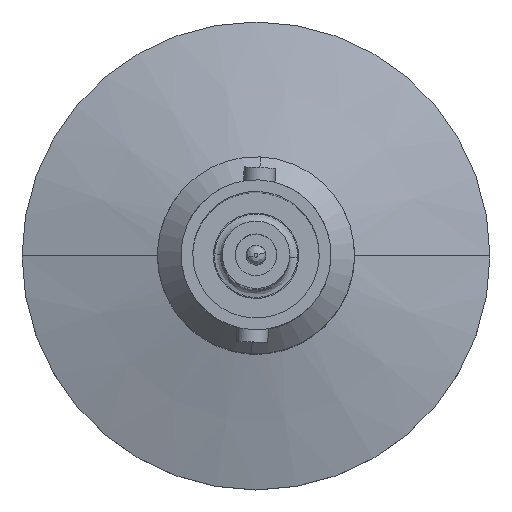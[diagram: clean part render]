
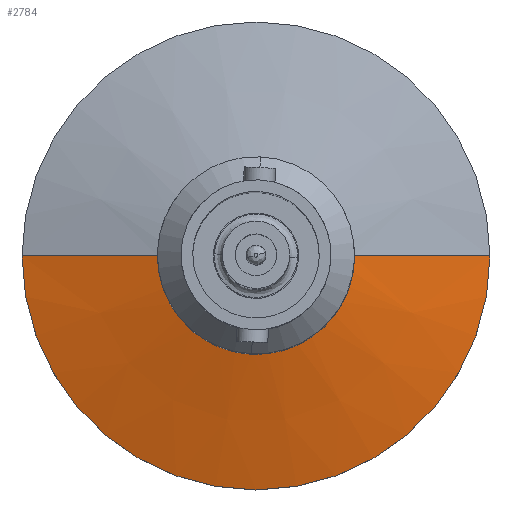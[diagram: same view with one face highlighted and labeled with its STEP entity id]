
A CAD part, top view. The second image highlights one B-rep face of the part: STEP entity #2784.
In plain terms, the highlighted conical face has half-angle 75 degrees and reference radius 4.037 mm.
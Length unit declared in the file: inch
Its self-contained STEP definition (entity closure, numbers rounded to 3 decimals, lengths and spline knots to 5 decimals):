
#15 = DIRECTION ( 'NONE',  ( 0.966, 0., -0.259 ) ) ;
#17 = CARTESIAN_POINT ( 'NONE',  ( 0.15895, 0., 0.2155 ) ) ;
#136 = CARTESIAN_POINT ( 'NONE',  ( 0.2485, 0., 0.1915 ) ) ;
#216 = CARTESIAN_POINT ( 'NONE',  ( -0.01109, -0.24825, 0.1915 ) ) ;
#278 = EDGE_CURVE ( 'NONE', #2622, #1610, #2513, .T. ) ;
#285 = EDGE_CURVE ( 'NONE', #2565, #1629, #2501, .T. ) ;
#341 = DIRECTION ( 'NONE',  ( -1., 0., 0. ) ) ;
#342 = DIRECTION ( 'NONE',  ( 0., 0., -1. ) ) ;
#343 = CARTESIAN_POINT ( 'NONE',  ( 0., 0., 0.1 ) ) ;
#766 = DIRECTION ( 'NONE',  ( -1., 0., 0. ) ) ;
#768 = DIRECTION ( 'NONE',  ( 0., 0., -1. ) ) ;
#772 = CARTESIAN_POINT ( 'NONE',  ( 0., 0., 0.1915 ) ) ;
#1036 = CONICAL_SURFACE ( 'NONE', #2080, 0.15895, 1.309 ) ;
#1049 = FACE_OUTER_BOUND ( 'NONE', #1897, .T. ) ;
#1118 = CIRCLE ( 'NONE', #2047, 0.59 ) ;
#1215 = CIRCLE ( 'NONE', #2003, 0.2485 ) ;
#1236 = VECTOR ( 'NONE', #2331, 39.37008 ) ;
#1241 = LINE ( 'NONE', #2323, #1236 ) ;
#1379 = CARTESIAN_POINT ( 'NONE',  ( -0.59, 0., 0.1 ) ) ;
#1465 = CARTESIAN_POINT ( 'NONE',  ( -0.2485, 0., 0.1915 ) ) ;
#1521 = ORIENTED_EDGE ( 'NONE', *, *, #2194, .F. ) ;
#1522 = ORIENTED_EDGE ( 'NONE', *, *, #2104, .T. ) ;
#1523 = ORIENTED_EDGE ( 'NONE', *, *, #285, .T. ) ;
#1524 = ORIENTED_EDGE ( 'NONE', *, *, #2120, .T. ) ;
#1525 = ORIENTED_EDGE ( 'NONE', *, *, #278, .F. ) ;
#1610 = VERTEX_POINT ( 'NONE', #2856 ) ;
#1629 = VERTEX_POINT ( 'NONE', #1465 ) ;
#1655 = VERTEX_POINT ( 'NONE', #1379 ) ;
#1897 = EDGE_LOOP ( 'NONE', ( #1525, #1524, #1523, #1522, #1521 ) ) ;
#1920 = AXIS2_PLACEMENT_3D ( 'NONE', #2954, #2947, #2939 ) ;
#2003 = AXIS2_PLACEMENT_3D ( 'NONE', #772, #768, #766 ) ;
#2047 = AXIS2_PLACEMENT_3D ( 'NONE', #343, #342, #341 ) ;
#2080 = AXIS2_PLACEMENT_3D ( 'NONE', #2983, #2978, #2994 ) ;
#2104 = EDGE_CURVE ( 'NONE', #1629, #1655, #1241, .T. ) ;
#2120 = EDGE_CURVE ( 'NONE', #2622, #2565, #1215, .T. ) ;
#2194 = EDGE_CURVE ( 'NONE', #1610, #1655, #1118, .T. ) ;
#2323 = CARTESIAN_POINT ( 'NONE',  ( -0.15895, 0., 0.2155 ) ) ;
#2331 = DIRECTION ( 'NONE',  ( -0.966, 0., -0.259 ) ) ;
#2501 = CIRCLE ( 'NONE', #1920, 0.2485 ) ;
#2510 = VECTOR ( 'NONE', #15, 39.37008 ) ;
#2513 = LINE ( 'NONE', #17, #2510 ) ;
#2565 = VERTEX_POINT ( 'NONE', #216 ) ;
#2622 = VERTEX_POINT ( 'NONE', #136 ) ;
#2784 = ADVANCED_FACE ( 'NONE', ( #1049 ), #1036, .T. ) ;
#2856 = CARTESIAN_POINT ( 'NONE',  ( 0.59, 0., 0.1 ) ) ;
#2939 = DIRECTION ( 'NONE',  ( -1., 0., 0. ) ) ;
#2947 = DIRECTION ( 'NONE',  ( 0., 0., -1. ) ) ;
#2954 = CARTESIAN_POINT ( 'NONE',  ( 0., 0., 0.1915 ) ) ;
#2978 = DIRECTION ( 'NONE',  ( 0., 0., -1. ) ) ;
#2983 = CARTESIAN_POINT ( 'NONE',  ( 0., 0., 0.2155 ) ) ;
#2994 = DIRECTION ( 'NONE',  ( -1., 0., 0. ) ) ;
